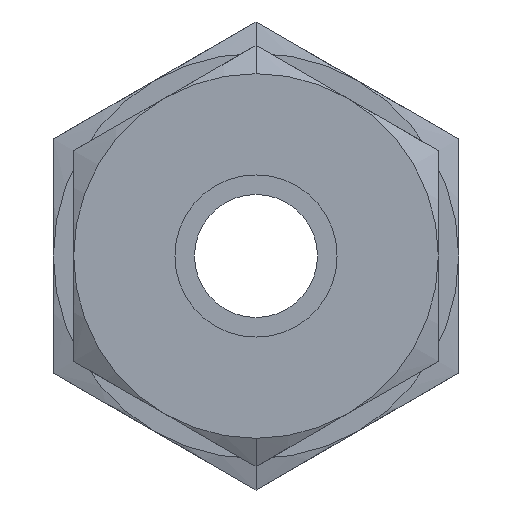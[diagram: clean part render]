
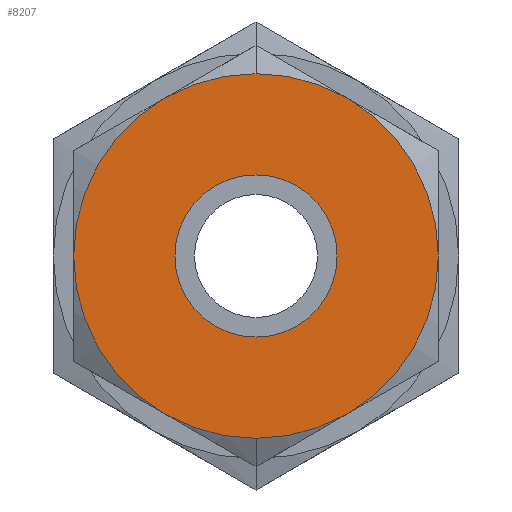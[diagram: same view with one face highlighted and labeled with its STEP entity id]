
A CAD part, left-side view. The second image highlights one B-rep face of the part: STEP entity #8207.
In plain terms, the highlighted planar face has unit normal (-1, 0, 0).
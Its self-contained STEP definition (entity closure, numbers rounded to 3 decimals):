
#248 = DIRECTION ( 'NONE',  ( 0., 0., -1. ) ) ;
#355 = PLANE ( 'NONE',  #1413 ) ;
#436 = EDGE_CURVE ( 'NONE', #5696, #13549, #3017, .T. ) ;
#492 = FACE_BOUND ( 'NONE', #13651, .T. ) ;
#601 = VERTEX_POINT ( 'NONE', #5941 ) ;
#1127 = VERTEX_POINT ( 'NONE', #14030 ) ;
#1246 = EDGE_CURVE ( 'NONE', #13549, #5696, #6668, .T. ) ;
#1413 = AXIS2_PLACEMENT_3D ( 'NONE', #10401, #5854, #3671 ) ;
#1417 = ORIENTED_EDGE ( 'NONE', *, *, #1831, .T. ) ;
#1566 = CARTESIAN_POINT ( 'NONE',  ( 0., 0., 0. ) ) ;
#1630 = ORIENTED_EDGE ( 'NONE', *, *, #1246, .F. ) ;
#1831 = EDGE_CURVE ( 'NONE', #1127, #601, #2968, .T. ) ;
#2875 = CARTESIAN_POINT ( 'NONE',  ( 0., 0., 7.14 ) ) ;
#2907 = EDGE_CURVE ( 'NONE', #601, #1127, #5994, .T. ) ;
#2968 = CIRCLE ( 'NONE', #11063, 3.175 ) ;
#3017 = CIRCLE ( 'NONE', #5086, 7.14 ) ;
#3473 = DIRECTION ( 'NONE',  ( 0., 0., -1. ) ) ;
#3671 = DIRECTION ( 'NONE',  ( 0., 0., 1. ) ) ;
#5086 = AXIS2_PLACEMENT_3D ( 'NONE', #6531, #8701, #12898 ) ;
#5696 = VERTEX_POINT ( 'NONE', #2875 ) ;
#5854 = DIRECTION ( 'NONE',  ( -1., 0., 0. ) ) ;
#5941 = CARTESIAN_POINT ( 'NONE',  ( 0., 0., 3.175 ) ) ;
#5982 = DIRECTION ( 'NONE',  ( 1., 0., 0. ) ) ;
#5994 = CIRCLE ( 'NONE', #9451, 3.175 ) ;
#6387 = CARTESIAN_POINT ( 'NONE',  ( 0., 0., -7.14 ) ) ;
#6531 = CARTESIAN_POINT ( 'NONE',  ( 0., 0., 0. ) ) ;
#6668 = CIRCLE ( 'NONE', #13832, 7.14 ) ;
#6896 = DIRECTION ( 'NONE',  ( 1., 0., 0. ) ) ;
#7681 = DIRECTION ( 'NONE',  ( 1., 0., 0. ) ) ;
#8207 = ADVANCED_FACE ( 'NONE', ( #492, #10330 ), #355, .T. ) ;
#8557 = ORIENTED_EDGE ( 'NONE', *, *, #2907, .T. ) ;
#8701 = DIRECTION ( 'NONE',  ( 1., 0., 0. ) ) ;
#9436 = ORIENTED_EDGE ( 'NONE', *, *, #436, .F. ) ;
#9451 = AXIS2_PLACEMENT_3D ( 'NONE', #1566, #5982, #10468 ) ;
#10330 = FACE_OUTER_BOUND ( 'NONE', #10834, .T. ) ;
#10401 = CARTESIAN_POINT ( 'NONE',  ( 0., 0., 3.57 ) ) ;
#10468 = DIRECTION ( 'NONE',  ( 0., 0., 1. ) ) ;
#10834 = EDGE_LOOP ( 'NONE', ( #9436, #1630 ) ) ;
#11063 = AXIS2_PLACEMENT_3D ( 'NONE', #12364, #7681, #3473 ) ;
#12074 = CARTESIAN_POINT ( 'NONE',  ( 0., 0., 0. ) ) ;
#12364 = CARTESIAN_POINT ( 'NONE',  ( 0., 0., 0. ) ) ;
#12898 = DIRECTION ( 'NONE',  ( 0., 0., 1. ) ) ;
#13549 = VERTEX_POINT ( 'NONE', #6387 ) ;
#13651 = EDGE_LOOP ( 'NONE', ( #1417, #8557 ) ) ;
#13832 = AXIS2_PLACEMENT_3D ( 'NONE', #12074, #6896, #248 ) ;
#14030 = CARTESIAN_POINT ( 'NONE',  ( 0., 0., -3.175 ) ) ;
